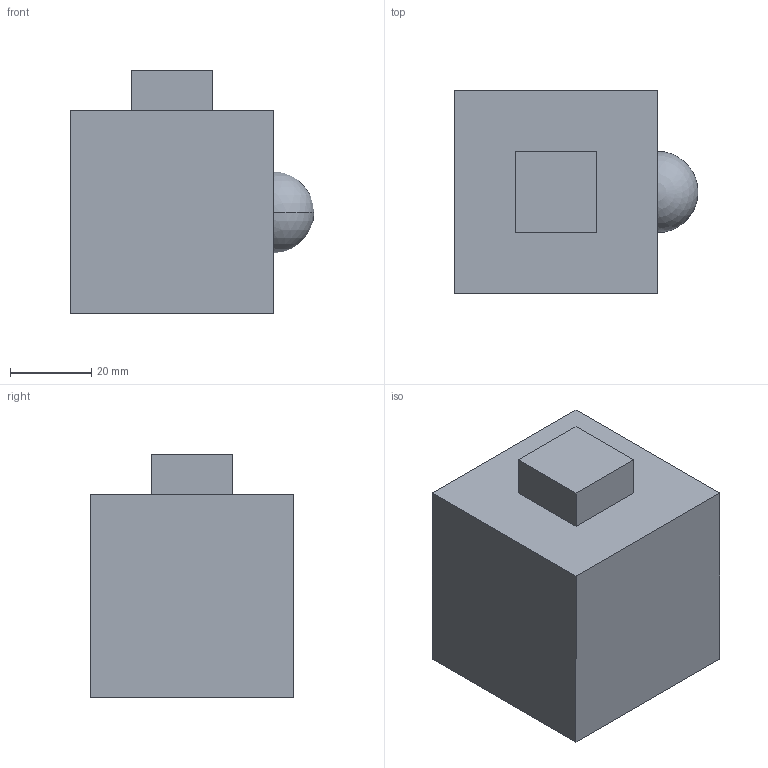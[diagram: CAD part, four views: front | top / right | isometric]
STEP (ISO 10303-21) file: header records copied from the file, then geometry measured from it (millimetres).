
FILE_DESCRIPTION (( 'STEP AP203' ), '1' );
FILE_NAME ('object.STEP', '2022-11-07T05:26:25', ( '' ), ( '' ), 'SwSTEP 2.0', 'SolidWorks 2022', '' );
FILE_SCHEMA (( 'CONFIG_CONTROL_DESIGN' ));
Length unit declared in the file: millimetre
Products named in the file (1): object
Bounding box: 60 x 50 x 60 mm (x, y, z)
Volume: 130094.4 mm3; surface area: 16514.2 mm2
Topology: 1 solids, 1 shells, 18 faces, 44 edges, 29 vertices
Faces by surface type: plane 16, sphere 2
Entity records: 573 total; most frequent: CARTESIAN_POINT 86, DIRECTION 82, ORIENTED_EDGE 80, EDGE_CURVE 40, VECTOR 36, LINE 36, VERTEX_POINT 27, AXIS2_PLACEMENT_3D 23
